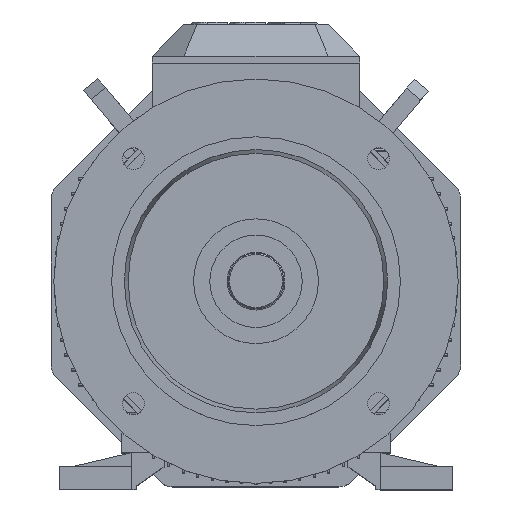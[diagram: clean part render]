
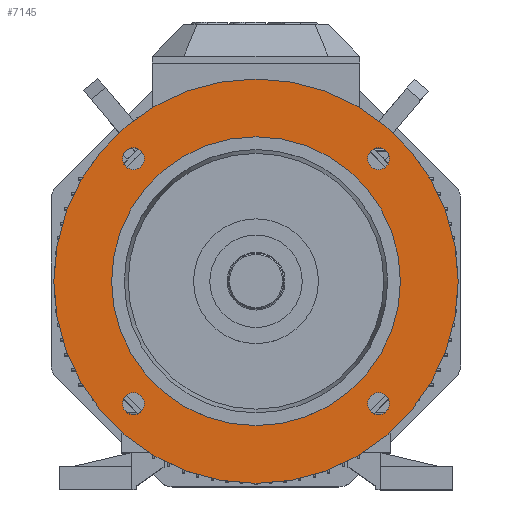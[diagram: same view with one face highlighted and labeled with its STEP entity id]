
A CAD part, top view. The second image highlights one B-rep face of the part: STEP entity #7145.
In plain terms, the highlighted planar face has unit normal (0, 0, 1).
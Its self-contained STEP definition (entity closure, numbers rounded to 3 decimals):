
#6640=CARTESIAN_POINT('',(0.,125.,86.5));
#6641=VERTEX_POINT('',#6640);
#6642=CARTESIAN_POINT('',(0.,0.,86.5));
#6643=DIRECTION('',(0.0,0.0,1.0));
#6644=DIRECTION('',(0.559,0.829,0.0));
#6645=AXIS2_PLACEMENT_3D('',#6642,#6643,#6644);
#6646=CIRCLE('',#6645,125.);
#6647=EDGE_CURVE('',#6641,#6641,#6646,.T.);
#6702=CARTESIAN_POINT('',(-115.566,-106.066,86.5));
#6703=VERTEX_POINT('',#6702);
#6704=CARTESIAN_POINT('',(-106.066,-106.066,86.5));
#6705=DIRECTION('',(0.0,0.0,1.0));
#6706=DIRECTION('',(-0.829,0.559,0.0));
#6707=AXIS2_PLACEMENT_3D('',#6704,#6705,#6706);
#6708=CIRCLE('',#6707,9.5);
#6709=EDGE_CURVE('',#6703,#6703,#6708,.T.);
#6790=CARTESIAN_POINT('',(106.066,-115.566,86.5));
#6791=VERTEX_POINT('',#6790);
#6792=CARTESIAN_POINT('',(106.066,-106.066,86.5));
#6793=DIRECTION('',(0.0,0.0,1.));
#6794=DIRECTION('',(-0.559,-0.829,0.0));
#6795=AXIS2_PLACEMENT_3D('',#6792,#6793,#6794);
#6796=CIRCLE('',#6795,9.5);
#6797=EDGE_CURVE('',#6791,#6791,#6796,.T.);
#6984=CARTESIAN_POINT('',(115.566,106.066,86.5));
#6985=VERTEX_POINT('',#6984);
#6986=CARTESIAN_POINT('',(106.066,106.066,86.5));
#6987=DIRECTION('',(0.0,0.0,1.0));
#6988=DIRECTION('',(0.829,-0.559,0.0));
#6989=AXIS2_PLACEMENT_3D('',#6986,#6987,#6988);
#6990=CIRCLE('',#6989,9.5);
#6991=EDGE_CURVE('',#6985,#6985,#6990,.T.);
#7048=CARTESIAN_POINT('',(-106.066,115.566,86.5));
#7049=VERTEX_POINT('',#7048);
#7050=CARTESIAN_POINT('',(-106.066,106.066,86.5));
#7051=DIRECTION('',(0.0,0.0,1.));
#7052=DIRECTION('',(0.559,0.829,0.0));
#7053=AXIS2_PLACEMENT_3D('',#7050,#7051,#7052);
#7054=CIRCLE('',#7053,9.5);
#7055=EDGE_CURVE('',#7049,#7049,#7054,.T.);
#7107=CARTESIAN_POINT('',(0.,175.,86.5));
#7108=VERTEX_POINT('',#7107);
#7109=CARTESIAN_POINT('',(0.,0.,86.5));
#7110=DIRECTION('',(0.0,0.0,-1.));
#7111=DIRECTION('',(-0.559,0.829,0.0));
#7112=AXIS2_PLACEMENT_3D('',#7109,#7110,#7111);
#7113=CIRCLE('',#7112,175.);
#7114=EDGE_CURVE('',#7108,#7108,#7113,.T.);
#7122=CARTESIAN_POINT('',(0.,203.369,86.5));
#7123=DIRECTION('',(0.0,0.0,1.0));
#7124=DIRECTION('',(1.0,0.0,0.0));
#7125=AXIS2_PLACEMENT_3D('',#7122,#7123,#7124);
#7126=PLANE('',#7125);
#7127=ORIENTED_EDGE('',*,*,#7114,.F.);
#7128=EDGE_LOOP('',(#7127));
#7129=FACE_OUTER_BOUND('',#7128,.T.);
#7130=ORIENTED_EDGE('',*,*,#7055,.F.);
#7131=EDGE_LOOP('',(#7130));
#7132=FACE_BOUND('',#7131,.T.);
#7133=ORIENTED_EDGE('',*,*,#6709,.F.);
#7134=EDGE_LOOP('',(#7133));
#7135=FACE_BOUND('',#7134,.T.);
#7136=ORIENTED_EDGE('',*,*,#6797,.F.);
#7137=EDGE_LOOP('',(#7136));
#7138=FACE_BOUND('',#7137,.T.);
#7139=ORIENTED_EDGE('',*,*,#6647,.F.);
#7140=EDGE_LOOP('',(#7139));
#7141=FACE_BOUND('',#7140,.T.);
#7142=ORIENTED_EDGE('',*,*,#6991,.F.);
#7143=EDGE_LOOP('',(#7142));
#7144=FACE_BOUND('',#7143,.T.);
#7145=ADVANCED_FACE('',(#7129,#7132,#7135,#7138,#7141,#7144),#7126,.T.);
